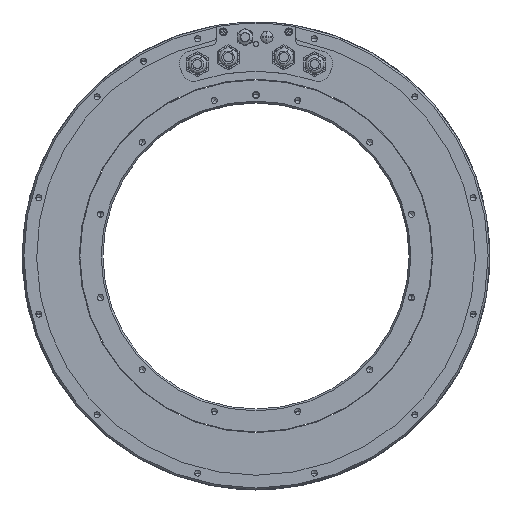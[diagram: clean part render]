
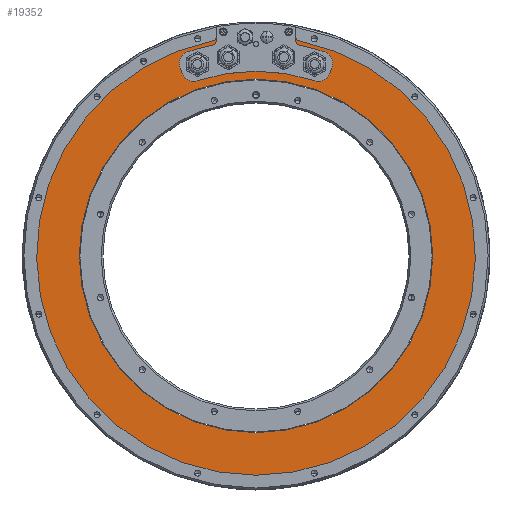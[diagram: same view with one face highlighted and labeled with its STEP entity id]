
A CAD part, top view. The second image highlights one B-rep face of the part: STEP entity #19352.
In plain terms, the highlighted planar face has unit normal (0, 0, 1).
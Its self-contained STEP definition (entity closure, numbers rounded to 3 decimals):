
#4573=DIRECTION('',(0.375,0.927,0.));
#4574=VECTOR('',#4573,5.009);
#4575=CARTESIAN_POINT('',(60.571,149.917,-0.15));
#4576=LINE('',#4575,#4574);
#4577=CARTESIAN_POINT('',(53.175,158.308,-0.15));
#4578=DIRECTION('',(0.,0.,1.));
#4579=DIRECTION('',(0.927,-0.375,0.));
#4580=AXIS2_PLACEMENT_3D('',#4577,#4578,#4579);
#4582=CARTESIAN_POINT('',(0.,0.,-0.15));
#4583=DIRECTION('',(0.,0.,1.));
#4584=DIRECTION('',(0.318,0.948,0.));
#4585=AXIS2_PLACEMENT_3D('',#4582,#4583,#4584);
#4587=CARTESIAN_POINT('',(37.5,178.095,-0.15));
#4588=DIRECTION('',(0.,0.,-1.));
#4589=DIRECTION('',(-0.206,-0.979,0.));
#4590=AXIS2_PLACEMENT_3D('',#4587,#4588,#4589);
#4592=DIRECTION('',(0.,-1.,0.));
#4593=VECTOR('',#4592,0.98);
#4594=CARTESIAN_POINT('',(32.5,179.075,-0.15));
#4595=LINE('',#4594,#4593);
#4596=CARTESIAN_POINT('',(0.,0.,-0.15));
#4597=DIRECTION('',(0.,0.,1.));
#4598=DIRECTION('',(0.182,0.983,0.));
#4599=AXIS2_PLACEMENT_3D('',#4596,#4597,#4598);
#4601=CARTESIAN_POINT('',(0.,0.,-0.15));
#4602=DIRECTION('',(0.,0.,1.));
#4603=DIRECTION('',(-0.179,0.984,0.));
#4604=AXIS2_PLACEMENT_3D('',#4601,#4602,#4603);
#4606=DIRECTION('',(0.,-1.,0.));
#4607=VECTOR('',#4606,0.98);
#4608=CARTESIAN_POINT('',(-32.5,179.075,-0.15));
#4609=LINE('',#4608,#4607);
#4610=CARTESIAN_POINT('',(-37.5,178.095,-0.15));
#4611=DIRECTION('',(0.,0.,-1.));
#4612=DIRECTION('',(1.,0.,0.));
#4613=AXIS2_PLACEMENT_3D('',#4610,#4611,#4612);
#4615=CARTESIAN_POINT('',(0.,0.,-0.15));
#4616=DIRECTION('',(0.,0.,1.));
#4617=DIRECTION('',(-0.206,0.979,0.));
#4618=AXIS2_PLACEMENT_3D('',#4615,#4616,#4617);
#4620=CARTESIAN_POINT('',(-53.175,158.308,-0.15));
#4621=DIRECTION('',(0.,0.,-1.));
#4622=DIRECTION('',(-0.927,-0.375,0.));
#4623=AXIS2_PLACEMENT_3D('',#4620,#4621,#4622);
#4625=DIRECTION('',(0.375,-0.927,0.));
#4626=VECTOR('',#4625,5.009);
#4627=CARTESIAN_POINT('',(-62.447,154.562,-0.15));
#4628=LINE('',#4627,#4626);
#4629=CARTESIAN_POINT('',(-51.299,153.663,-0.15));
#4630=DIRECTION('',(0.,0.,-1.));
#4631=DIRECTION('',(0.317,-0.949,0.));
#4632=AXIS2_PLACEMENT_3D('',#4629,#4630,#4631);
#4634=CARTESIAN_POINT('',(0.,0.,-0.15));
#4635=DIRECTION('',(0.,0.,1.));
#4636=DIRECTION('',(0.317,0.949,0.));
#4637=AXIS2_PLACEMENT_3D('',#4634,#4635,#4636);
#4639=CARTESIAN_POINT('',(51.299,153.663,-0.15));
#4640=DIRECTION('',(0.,0.,-1.));
#4641=DIRECTION('',(0.927,-0.375,0.));
#4642=AXIS2_PLACEMENT_3D('',#4639,#4640,#4641);
#4727=CARTESIAN_POINT('',(0.,0.,-0.15));
#4728=DIRECTION('',(0.,0.,1.));
#4729=DIRECTION('',(-1.,0.,0.));
#4730=AXIS2_PLACEMENT_3D('',#4727,#4728,#4729);
#4741=CARTESIAN_POINT('',(0.,0.,-0.15));
#4742=DIRECTION('',(0.,0.,1.));
#4743=DIRECTION('',(1.,0.,0.));
#4744=AXIS2_PLACEMENT_3D('',#4741,#4742,#4743);
#6278=CARTESIAN_POINT('',(-36.25,180.394,-0.15));
#6279=DIRECTION('',(0.,0.,1.));
#6280=DIRECTION('',(0.197,-0.98,0.));
#6281=AXIS2_PLACEMENT_3D('',#6278,#6279,#6280);
#6296=CARTESIAN_POINT('',(0.,0.,-0.15));
#6297=DIRECTION('',(0.,0.,1.));
#6298=DIRECTION('',(-0.197,0.98,0.));
#6299=AXIS2_PLACEMENT_3D('',#6296,#6297,#6298);
#6305=CARTESIAN_POINT('',(36.25,180.394,-0.15));
#6306=DIRECTION('',(0.,0.,-1.));
#6307=DIRECTION('',(-0.197,-0.98,0.));
#6308=AXIS2_PLACEMENT_3D('',#6305,#6306,#6307);
#15564=CARTESIAN_POINT('',(-145.482,0.,-0.15));
#15565=CARTESIAN_POINT('',(145.482,0.,-0.15));
#15566=VERTEX_POINT('',#15564);
#15567=VERTEX_POINT('',#15565);
#15582=CARTESIAN_POINT('',(35.56,176.962,
-0.15));
#15583=CARTESIAN_POINT('',(33.051,178.974,
-0.15));
#15584=VERTEX_POINT('',#15582);
#15585=VERTEX_POINT('',#15583);
#15588=CARTESIAN_POINT('',(-35.56,176.962,
-0.15));
#15589=CARTESIAN_POINT('',(-33.051,178.974,
-0.15));
#15590=VERTEX_POINT('',#15588);
#15591=VERTEX_POINT('',#15589);
#15720=CARTESIAN_POINT('',(60.571,149.917,-0.15));
#15721=CARTESIAN_POINT('',(62.447,154.562,-0.15));
#15722=VERTEX_POINT('',#15720);
#15723=VERTEX_POINT('',#15721);
#15724=CARTESIAN_POINT('',(-62.447,154.562,-0.15));
#15725=CARTESIAN_POINT('',(-60.571,149.917,-0.15));
#15726=VERTEX_POINT('',#15724);
#15727=VERTEX_POINT('',#15725);
#15728=CARTESIAN_POINT('',(48.132,144.178,-0.15));
#15729=CARTESIAN_POINT('',(-48.132,144.178,-0.15));
#15730=VERTEX_POINT('',#15728);
#15731=VERTEX_POINT('',#15729);
#15732=CARTESIAN_POINT('',(-32.5,179.075,-0.15));
#15733=CARTESIAN_POINT('',(-32.5,178.095,-0.15));
#15734=VERTEX_POINT('',#15732);
#15735=VERTEX_POINT('',#15733);
#15736=CARTESIAN_POINT('',(-36.47,173.202,-0.15));
#15737=CARTESIAN_POINT('',(-56.359,167.787,-0.15));
#15738=VERTEX_POINT('',#15736);
#15739=VERTEX_POINT('',#15737);
#15740=CARTESIAN_POINT('',(32.5,179.075,-0.15));
#15741=CARTESIAN_POINT('',(32.5,178.095,-0.15));
#15742=VERTEX_POINT('',#15740);
#15743=VERTEX_POINT('',#15741);
#15744=CARTESIAN_POINT('',(56.359,167.787,-0.15));
#15745=CARTESIAN_POINT('',(36.47,173.202,-0.15));
#15746=VERTEX_POINT('',#15744);
#15747=VERTEX_POINT('',#15745);
#19304=CARTESIAN_POINT('',(0.,0.,-0.15));
#19305=DIRECTION('',(0.,0.,1.));
#19306=DIRECTION('',(1.,0.,0.));
#19307=AXIS2_PLACEMENT_3D('',#19304,#19305,#19306);
#19308=PLANE('',#19307);
#19310=ORIENTED_EDGE('',*,*,#19309,.T.);
#19311=ORIENTED_EDGE('',*,*,#19287,.T.);
#19313=ORIENTED_EDGE('',*,*,#19312,.T.);
#19315=ORIENTED_EDGE('',*,*,#19314,.T.);
#19317=ORIENTED_EDGE('',*,*,#19316,.F.);
#19319=ORIENTED_EDGE('',*,*,#19318,.F.);
#19321=ORIENTED_EDGE('',*,*,#19320,.F.);
#19323=ORIENTED_EDGE('',*,*,#19322,.F.);
#19325=ORIENTED_EDGE('',*,*,#19324,.T.);
#19327=ORIENTED_EDGE('',*,*,#19326,.F.);
#19329=ORIENTED_EDGE('',*,*,#19328,.T.);
#19331=ORIENTED_EDGE('',*,*,#19330,.T.);
#19333=ORIENTED_EDGE('',*,*,#19332,.T.);
#19335=ORIENTED_EDGE('',*,*,#19334,.F.);
#19337=ORIENTED_EDGE('',*,*,#19336,.T.);
#19339=ORIENTED_EDGE('',*,*,#19338,.F.);
#19341=ORIENTED_EDGE('',*,*,#19340,.F.);
#19343=ORIENTED_EDGE('',*,*,#19342,.F.);
#19344=EDGE_LOOP('',(#19310,#19311,#19313,#19315,#19317,#19319,#19321,#19323,
#19325,#19327,#19329,#19331,#19333,#19335,#19337,#19339,#19341,#19343));
#19345=FACE_OUTER_BOUND('',#19344,.F.);
#19347=ORIENTED_EDGE('',*,*,#19346,.T.);
#19349=ORIENTED_EDGE('',*,*,#19348,.T.);
#19350=EDGE_LOOP('',(#19347,#19349));
#19351=FACE_BOUND('',#19350,.F.);
#4581=CIRCLE('',#4580,10.);
#4586=CIRCLE('',#4585,177.);
#4591=CIRCLE('',#4590,5.);
#4600=CIRCLE('',#4599,182.);
#4605=CIRCLE('',#4604,182.);
#4614=CIRCLE('',#4613,5.);
#4619=CIRCLE('',#4618,177.);
#4624=CIRCLE('',#4623,10.);
#4633=CIRCLE('',#4632,10.);
#4638=CIRCLE('',#4637,152.);
#4643=CIRCLE('',#4642,10.);
#4731=CIRCLE('',#4730,145.482);
#4745=CIRCLE('',#4744,145.482);
#6282=CIRCLE('',#6281,3.5);
#6300=CIRCLE('',#6299,180.5);
#6309=CIRCLE('',#6308,3.5);
#19287=EDGE_CURVE('',#15723,#15746,#4581,.T.);
#19309=EDGE_CURVE('',#15722,#15723,#4576,.T.);
#19312=EDGE_CURVE('',#15746,#15747,#4586,.T.);
#19314=EDGE_CURVE('',#15747,#15743,#4591,.T.);
#19316=EDGE_CURVE('',#15742,#15743,#4595,.T.);
#19318=EDGE_CURVE('',#15585,#15742,#4600,.T.);
#19320=EDGE_CURVE('',#15584,#15585,#6309,.T.);
#19322=EDGE_CURVE('',#15590,#15584,#6300,.T.);
#19324=EDGE_CURVE('',#15590,#15591,#6282,.T.);
#19326=EDGE_CURVE('',#15734,#15591,#4605,.T.);
#19328=EDGE_CURVE('',#15734,#15735,#4609,.T.);
#19330=EDGE_CURVE('',#15735,#15738,#4614,.T.);
#19332=EDGE_CURVE('',#15738,#15739,#4619,.T.);
#19334=EDGE_CURVE('',#15726,#15739,#4624,.T.);
#19336=EDGE_CURVE('',#15726,#15727,#4628,.T.);
#19338=EDGE_CURVE('',#15731,#15727,#4633,.T.);
#19340=EDGE_CURVE('',#15730,#15731,#4638,.T.);
#19342=EDGE_CURVE('',#15722,#15730,#4643,.T.);
#19346=EDGE_CURVE('',#15566,#15567,#4731,.T.);
#19348=EDGE_CURVE('',#15567,#15566,#4745,.T.);
#19352=ADVANCED_FACE('',(#19345,#19351),#19308,.T.);
